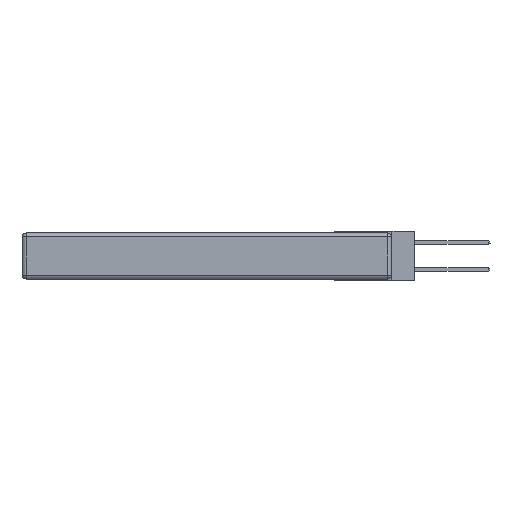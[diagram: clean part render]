
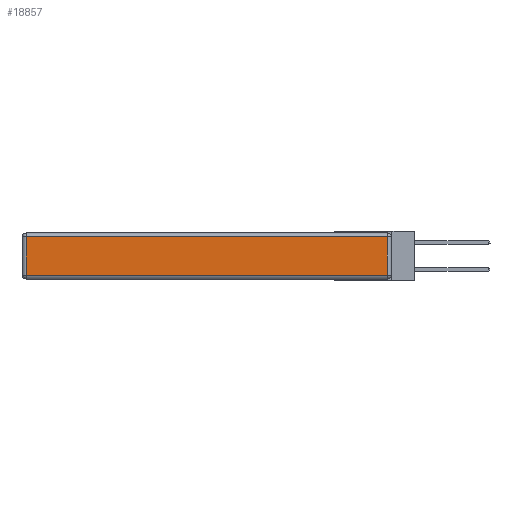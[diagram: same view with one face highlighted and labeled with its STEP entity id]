
A CAD part, left-side view. The second image highlights one B-rep face of the part: STEP entity #18857.
In plain terms, the highlighted planar face has unit normal (-1, 0, 0).
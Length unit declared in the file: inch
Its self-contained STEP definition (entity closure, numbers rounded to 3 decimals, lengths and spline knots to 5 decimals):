
#308 = ORIENTED_EDGE ( 'NONE', *, *, #14433, .T. ) ;
#890 = VERTEX_POINT ( 'NONE', #12270 ) ;
#1087 = EDGE_CURVE ( 'NONE', #8575, #7811, #6177, .T. ) ;
#1387 = LINE ( 'NONE', #4972, #19380 ) ;
#2023 = LINE ( 'NONE', #16660, #21682 ) ;
#2202 = PLANE ( 'NONE',  #21871 ) ;
#2261 = VECTOR ( 'NONE', #6721, 39.37008 ) ;
#3661 = DIRECTION ( 'NONE',  ( -1., 0., 0. ) ) ;
#4293 = ORIENTED_EDGE ( 'NONE', *, *, #1087, .T. ) ;
#4612 = CARTESIAN_POINT ( 'NONE',  ( 0., 0.03, -0.03 ) ) ;
#4873 = CARTESIAN_POINT ( 'NONE',  ( 0., 0., -0.313 ) ) ;
#4972 = CARTESIAN_POINT ( 'NONE',  ( 0., 2.75, -0.03 ) ) ;
#5007 = EDGE_CURVE ( 'NONE', #890, #10965, #2023, .T. ) ;
#5187 = DIRECTION ( 'NONE',  ( 0., 1., 0. ) ) ;
#5441 = FACE_OUTER_BOUND ( 'NONE', #19681, .T. ) ;
#6058 = CARTESIAN_POINT ( 'NONE',  ( 0., 2.72, -0.343 ) ) ;
#6177 = LINE ( 'NONE', #6058, #19552 ) ;
#6210 = DIRECTION ( 'NONE',  ( 0., 0., 1. ) ) ;
#6721 = DIRECTION ( 'NONE',  ( 0., -1., 0. ) ) ;
#7048 = CARTESIAN_POINT ( 'NONE',  ( 0., 2.72, -0.313 ) ) ;
#7811 = VERTEX_POINT ( 'NONE', #7048 ) ;
#7896 = CARTESIAN_POINT ( 'NONE',  ( 0., 2.72, -0.03 ) ) ;
#8085 = ORIENTED_EDGE ( 'NONE', *, *, #5007, .T. ) ;
#8575 = VERTEX_POINT ( 'NONE', #7896 ) ;
#10594 = CARTESIAN_POINT ( 'NONE',  ( 0., 0., -0.343 ) ) ;
#10965 = VERTEX_POINT ( 'NONE', #4612 ) ;
#12270 = CARTESIAN_POINT ( 'NONE',  ( 0., 0.03, -0.313 ) ) ;
#13286 = ORIENTED_EDGE ( 'NONE', *, *, #17663, .T. ) ;
#14433 = EDGE_CURVE ( 'NONE', #10965, #8575, #1387, .T. ) ;
#16157 = LINE ( 'NONE', #4873, #2261 ) ;
#16660 = CARTESIAN_POINT ( 'NONE',  ( 0., 0.03, -0.343 ) ) ;
#17663 = EDGE_CURVE ( 'NONE', #7811, #890, #16157, .T. ) ;
#18857 = ADVANCED_FACE ( 'NONE', ( #5441 ), #2202, .T. ) ;
#19380 = VECTOR ( 'NONE', #5187, 39.37008 ) ;
#19552 = VECTOR ( 'NONE', #20130, 39.37008 ) ;
#19681 = EDGE_LOOP ( 'NONE', ( #13286, #8085, #308, #4293 ) ) ;
#20130 = DIRECTION ( 'NONE',  ( 0., 0., -1. ) ) ;
#21350 = DIRECTION ( 'NONE',  ( 0., 0., 1. ) ) ;
#21682 = VECTOR ( 'NONE', #6210, 39.37008 ) ;
#21871 = AXIS2_PLACEMENT_3D ( 'NONE', #10594, #3661, #21350 ) ;
